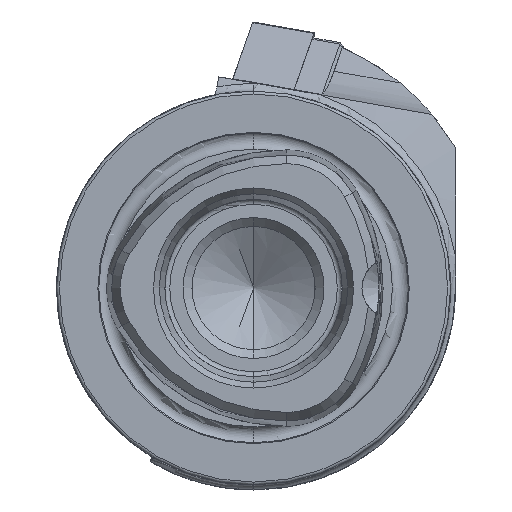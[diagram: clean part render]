
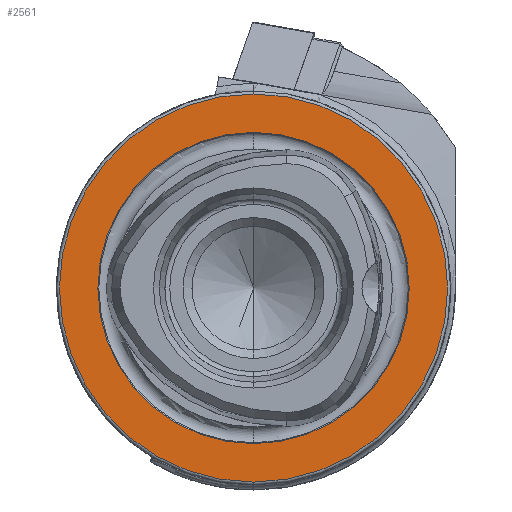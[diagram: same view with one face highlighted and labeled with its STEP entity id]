
A CAD part, left-side view. The second image highlights one B-rep face of the part: STEP entity #2561.
In plain terms, the highlighted planar face has unit normal (-1, 0, 0).
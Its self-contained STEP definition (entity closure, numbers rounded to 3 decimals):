
#163 = AXIS2_PLACEMENT_3D ( 'NONE', #9180, #9181, #9182 ) ;
#189 = AXIS2_PLACEMENT_3D ( 'NONE', #9582, #9583, #9584 ) ;
#790 = CARTESIAN_POINT ( 'NONE',  ( 0., 0., 0. ) ) ;
#791 = DIRECTION ( 'NONE',  ( -1., 0., 0. ) ) ;
#792 = DIRECTION ( 'NONE',  ( 0., 0., 1. ) ) ;
#2561 = ADVANCED_FACE ( 'NONE', ( #11439, #11461 ), #9912, .F. ) ;
#3081 = CARTESIAN_POINT ( 'NONE',  ( 0., 0., 0. ) ) ;
#3082 = DIRECTION ( 'NONE',  ( -1., 0., 0. ) ) ;
#3083 = DIRECTION ( 'NONE',  ( 0., 0., 1. ) ) ;
#4529 = VERTEX_POINT ( 'NONE', #8374 ) ;
#4731 = EDGE_LOOP ( 'NONE', ( #5259, #11810 ) ) ;
#4806 = VERTEX_POINT ( 'NONE', #8399 ) ;
#4815 = VERTEX_POINT ( 'NONE', #8409 ) ;
#5177 = VERTEX_POINT ( 'NONE', #8521 ) ;
#5259 = ORIENTED_EDGE ( 'NONE', *, *, #9209, .T. ) ;
#5260 = ORIENTED_EDGE ( 'NONE', *, *, #8119, .F. ) ;
#5261 = ORIENTED_EDGE ( 'NONE', *, *, #6794, .F. ) ;
#6110 = EDGE_LOOP ( 'NONE', ( #5261, #5260 ) ) ;
#6662 = CIRCLE ( 'NONE', #10687, 19.7 ) ;
#6674 = CIRCLE ( 'NONE', #10649, 15.8 ) ;
#6718 = EDGE_CURVE ( 'NONE', #4815, #5177, #9301, .T. ) ;
#6794 = EDGE_CURVE ( 'NONE', #4529, #4806, #9355, .T. ) ;
#7110 = AXIS2_PLACEMENT_3D ( 'NONE', #10069, #10058, #10085 ) ;
#8119 = EDGE_CURVE ( 'NONE', #4806, #4529, #6674, .T. ) ;
#8374 = CARTESIAN_POINT ( 'NONE',  ( 0., 0., 15.8 ) ) ;
#8399 = CARTESIAN_POINT ( 'NONE',  ( 0., 0., -15.8 ) ) ;
#8409 = CARTESIAN_POINT ( 'NONE',  ( 0., 0., -19.7 ) ) ;
#8521 = CARTESIAN_POINT ( 'NONE',  ( 0., 0., 19.7 ) ) ;
#9180 = CARTESIAN_POINT ( 'NONE',  ( 0., 0., 0. ) ) ;
#9181 = DIRECTION ( 'NONE',  ( -1., 0., 0. ) ) ;
#9182 = DIRECTION ( 'NONE',  ( 0., 0., 1. ) ) ;
#9209 = EDGE_CURVE ( 'NONE', #5177, #4815, #6662, .T. ) ;
#9301 = CIRCLE ( 'NONE', #163, 19.7 ) ;
#9355 = CIRCLE ( 'NONE', #189, 15.8 ) ;
#9582 = CARTESIAN_POINT ( 'NONE',  ( 0., 0., 0. ) ) ;
#9583 = DIRECTION ( 'NONE',  ( -1., 0., 0. ) ) ;
#9584 = DIRECTION ( 'NONE',  ( 0., 0., 1. ) ) ;
#9912 = PLANE ( 'NONE',  #7110 ) ;
#10058 = DIRECTION ( 'NONE',  ( 1., 0., 0. ) ) ;
#10069 = CARTESIAN_POINT ( 'NONE',  ( 0., 15.8, 0. ) ) ;
#10085 = DIRECTION ( 'NONE',  ( 0., 0., -1. ) ) ;
#10649 = AXIS2_PLACEMENT_3D ( 'NONE', #790, #791, #792 ) ;
#10687 = AXIS2_PLACEMENT_3D ( 'NONE', #3081, #3082, #3083 ) ;
#11439 = FACE_BOUND ( 'NONE', #6110, .T. ) ;
#11461 = FACE_OUTER_BOUND ( 'NONE', #4731, .T. ) ;
#11810 = ORIENTED_EDGE ( 'NONE', *, *, #6718, .T. ) ;
